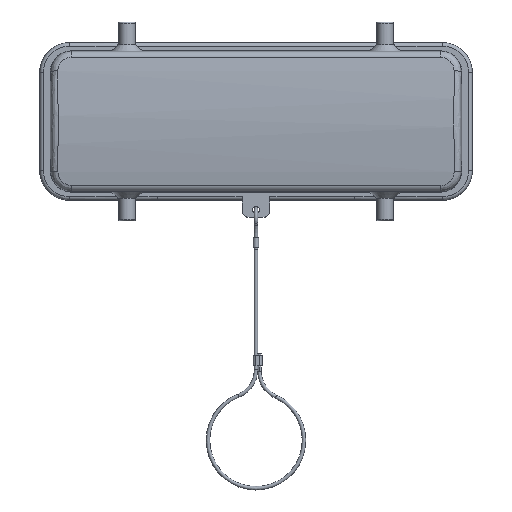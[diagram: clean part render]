
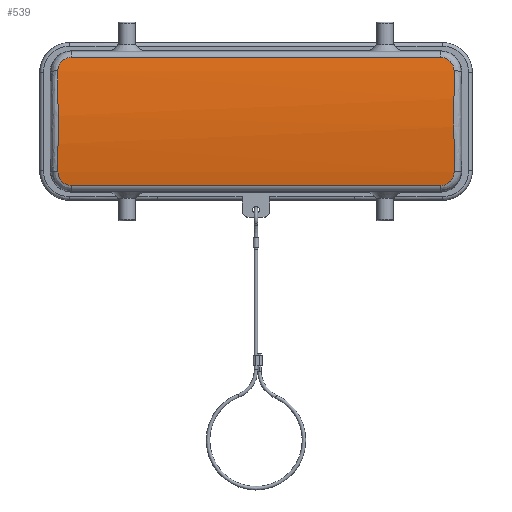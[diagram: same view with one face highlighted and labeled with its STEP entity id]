
A CAD part, top view. The second image highlights one B-rep face of the part: STEP entity #539.
In plain terms, the highlighted cylindrical face has radius 120 mm (diameter 240 mm), a partial arc.
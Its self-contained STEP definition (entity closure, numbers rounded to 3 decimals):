
#161=B_SPLINE_CURVE_WITH_KNOTS('',3,(#5748,#5749,#5750,#5751,#5752,#5753,
#5754,#5755,#5756,#5757,#5758,#5759,#5760,#5761,#5762,#5763),
 .UNSPECIFIED.,.F.,.F.,(4,3,3,3,3,4),(0.,0.133,0.347,
0.563,0.781,1.),.UNSPECIFIED.);
#162=B_SPLINE_CURVE_WITH_KNOTS('',3,(#5767,#5768,#5769,#5770,#5771,#5772,
#5773,#5774,#5775,#5776,#5777,#5778,#5779,#5780,#5781,#5782),
 .UNSPECIFIED.,.F.,.F.,(4,3,3,3,3,4),(0.,0.149,0.366,
0.579,0.79,1.),.UNSPECIFIED.);
#163=B_SPLINE_CURVE_WITH_KNOTS('',3,(#5786,#5787,#5788,#5789,#5790,#5791,
#5792,#5793,#5794,#5795,#5796,#5797,#5798,#5799,#5800,#5801),
 .UNSPECIFIED.,.F.,.F.,(4,3,3,3,3,4),(0.,0.133,0.347,
0.563,0.781,1.),.UNSPECIFIED.);
#164=B_SPLINE_CURVE_WITH_KNOTS('',3,(#5805,#5806,#5807,#5808,#5809,#5810,
#5811,#5812,#5813,#5814,#5815,#5816,#5817,#5818,#5819,#5820),
 .UNSPECIFIED.,.F.,.F.,(4,3,3,3,3,4),(0.,0.219,0.437,
0.653,0.867,1.),.UNSPECIFIED.);
#539=ADVANCED_FACE('',(#811),#731,.T.);
#731=CYLINDRICAL_SURFACE('',#3896,120.);
#811=FACE_OUTER_BOUND('',#1002,.T.);
#1002=EDGE_LOOP('',(#1370,#1371,#1372,#1373,#1374,#1375,#1376,#1377));
#1211=ELLIPSE('',#3894,120.018,120.);
#1212=ELLIPSE('',#3895,120.018,120.);
#1370=ORIENTED_EDGE('',*,*,#2878,.T.);
#1371=ORIENTED_EDGE('',*,*,#2879,.T.);
#1372=ORIENTED_EDGE('',*,*,#2880,.T.);
#1373=ORIENTED_EDGE('',*,*,#2881,.T.);
#1374=ORIENTED_EDGE('',*,*,#2882,.T.);
#1375=ORIENTED_EDGE('',*,*,#2883,.T.);
#1376=ORIENTED_EDGE('',*,*,#2884,.T.);
#1377=ORIENTED_EDGE('',*,*,#2885,.T.);
#2496=VERTEX_POINT('',#5746);
#2497=VERTEX_POINT('',#5747);
#2498=VERTEX_POINT('',#5764);
#2499=VERTEX_POINT('',#5766);
#2500=VERTEX_POINT('',#5783);
#2501=VERTEX_POINT('',#5785);
#2502=VERTEX_POINT('',#5802);
#2503=VERTEX_POINT('',#5804);
#2878=EDGE_CURVE('',#2496,#2497,#3398,.T.);
#2879=EDGE_CURVE('',#2497,#2498,#161,.T.);
#2880=EDGE_CURVE('',#2498,#2499,#1211,.T.);
#2881=EDGE_CURVE('',#2499,#2500,#162,.T.);
#2882=EDGE_CURVE('',#2500,#2501,#3399,.T.);
#2883=EDGE_CURVE('',#2501,#2502,#163,.T.);
#2884=EDGE_CURVE('',#2502,#2503,#1212,.T.);
#2885=EDGE_CURVE('',#2503,#2496,#164,.T.);
#3398=LINE('',#5745,#3669);
#3399=LINE('',#5784,#3670);
#3669=VECTOR('',#4454,1.);
#3670=VECTOR('',#4457,1.);
#3894=AXIS2_PLACEMENT_3D('',#5765,#4455,#4456);
#3895=AXIS2_PLACEMENT_3D('',#5803,#4458,#4459);
#3896=AXIS2_PLACEMENT_3D('',#5821,#4460,#4461);
#4454=DIRECTION('',(-1.,0.,0.));
#4455=DIRECTION('',(1.,0.,-0.017));
#4456=DIRECTION('',(0.017,0.,1.));
#4457=DIRECTION('',(1.,0.,0.));
#4458=DIRECTION('',(-1.,0.,-0.017));
#4459=DIRECTION('',(0.017,0.,-1.));
#4460=DIRECTION('',(1.,0.,0.));
#4461=DIRECTION('',(0.,0.,-1.));
#5745=CARTESIAN_POINT('',(-79.78,18.38,16.082));
#5746=CARTESIAN_POINT('',(52.95,18.38,16.082));
#5747=CARTESIAN_POINT('',(-52.95,18.38,16.082));
#5748=CARTESIAN_POINT('',(-52.95,18.38,16.082));
#5749=CARTESIAN_POINT('',(-53.221,18.38,16.082));
#5750=CARTESIAN_POINT('',(-53.494,18.35,16.087));
#5751=CARTESIAN_POINT('',(-53.759,18.292,16.096));
#5752=CARTESIAN_POINT('',(-54.179,18.199,16.11));
#5753=CARTESIAN_POINT('',(-54.588,18.031,16.136));
#5754=CARTESIAN_POINT('',(-54.951,17.803,16.171));
#5755=CARTESIAN_POINT('',(-55.319,17.572,16.205));
#5756=CARTESIAN_POINT('',(-55.651,17.273,16.249));
#5757=CARTESIAN_POINT('',(-55.92,16.934,16.298));
#5758=CARTESIAN_POINT('',(-56.191,16.591,16.347));
#5759=CARTESIAN_POINT('',(-56.406,16.198,16.401));
#5760=CARTESIAN_POINT('',(-56.548,15.786,16.456));
#5761=CARTESIAN_POINT('',(-56.691,15.372,16.511));
#5762=CARTESIAN_POINT('',(-56.765,14.929,16.567));
#5763=CARTESIAN_POINT('',(-56.764,14.492,16.621));
#5764=CARTESIAN_POINT('',(-56.764,14.492,16.621));
#5765=CARTESIAN_POINT('',(-58.809,-0.01,-102.5));
#5766=CARTESIAN_POINT('',(-56.764,-14.491,16.623));
#5767=CARTESIAN_POINT('',(-56.764,-14.491,16.623));
#5768=CARTESIAN_POINT('',(-56.765,-14.792,16.586));
#5769=CARTESIAN_POINT('',(-56.73,-15.095,16.548));
#5770=CARTESIAN_POINT('',(-56.663,-15.388,16.511));
#5771=CARTESIAN_POINT('',(-56.565,-15.81,16.456));
#5772=CARTESIAN_POINT('',(-56.395,-16.221,16.401));
#5773=CARTESIAN_POINT('',(-56.164,-16.588,16.349));
#5774=CARTESIAN_POINT('',(-55.937,-16.95,16.299));
#5775=CARTESIAN_POINT('',(-55.646,-17.278,16.251));
#5776=CARTESIAN_POINT('',(-55.312,-17.546,16.212));
#5777=CARTESIAN_POINT('',(-54.982,-17.811,16.173));
#5778=CARTESIAN_POINT('',(-54.602,-18.023,16.14));
#5779=CARTESIAN_POINT('',(-54.202,-18.165,16.119));
#5780=CARTESIAN_POINT('',(-53.803,-18.305,16.097));
#5781=CARTESIAN_POINT('',(-53.373,-18.379,16.086));
#5782=CARTESIAN_POINT('',(-52.95,-18.379,16.086));
#5783=CARTESIAN_POINT('',(-52.95,-18.379,16.086));
#5784=CARTESIAN_POINT('',(-79.78,-18.379,16.086));
#5785=CARTESIAN_POINT('',(52.95,-18.379,16.086));
#5786=CARTESIAN_POINT('',(52.95,-18.379,16.086));
#5787=CARTESIAN_POINT('',(53.221,-18.379,16.086));
#5788=CARTESIAN_POINT('',(53.494,-18.35,16.09));
#5789=CARTESIAN_POINT('',(53.759,-18.291,16.099));
#5790=CARTESIAN_POINT('',(54.179,-18.198,16.114));
#5791=CARTESIAN_POINT('',(54.588,-18.03,16.139));
#5792=CARTESIAN_POINT('',(54.951,-17.803,16.174));
#5793=CARTESIAN_POINT('',(55.319,-17.572,16.208));
#5794=CARTESIAN_POINT('',(55.651,-17.273,16.252));
#5795=CARTESIAN_POINT('',(55.92,-16.933,16.301));
#5796=CARTESIAN_POINT('',(56.191,-16.591,16.349));
#5797=CARTESIAN_POINT('',(56.406,-16.197,16.404));
#5798=CARTESIAN_POINT('',(56.548,-15.785,16.459));
#5799=CARTESIAN_POINT('',(56.691,-15.372,16.513));
#5800=CARTESIAN_POINT('',(56.765,-14.929,16.57));
#5801=CARTESIAN_POINT('',(56.764,-14.491,16.623));
#5802=CARTESIAN_POINT('',(56.764,-14.491,16.623));
#5803=CARTESIAN_POINT('',(58.809,-0.01,-102.5));
#5804=CARTESIAN_POINT('',(56.764,14.492,16.621));
#5805=CARTESIAN_POINT('',(56.764,14.492,16.621));
#5806=CARTESIAN_POINT('',(56.765,14.929,16.567));
#5807=CARTESIAN_POINT('',(56.691,15.372,16.511));
#5808=CARTESIAN_POINT('',(56.548,15.786,16.456));
#5809=CARTESIAN_POINT('',(56.406,16.198,16.401));
#5810=CARTESIAN_POINT('',(56.191,16.591,16.347));
#5811=CARTESIAN_POINT('',(55.92,16.934,16.298));
#5812=CARTESIAN_POINT('',(55.651,17.273,16.249));
#5813=CARTESIAN_POINT('',(55.319,17.572,16.205));
#5814=CARTESIAN_POINT('',(54.951,17.803,16.171));
#5815=CARTESIAN_POINT('',(54.588,18.031,16.136));
#5816=CARTESIAN_POINT('',(54.179,18.199,16.11));
#5817=CARTESIAN_POINT('',(53.759,18.292,16.096));
#5818=CARTESIAN_POINT('',(53.494,18.35,16.087));
#5819=CARTESIAN_POINT('',(53.221,18.38,16.082));
#5820=CARTESIAN_POINT('',(52.95,18.38,16.082));
#5821=CARTESIAN_POINT('',(-79.78,-0.01,-102.5));
